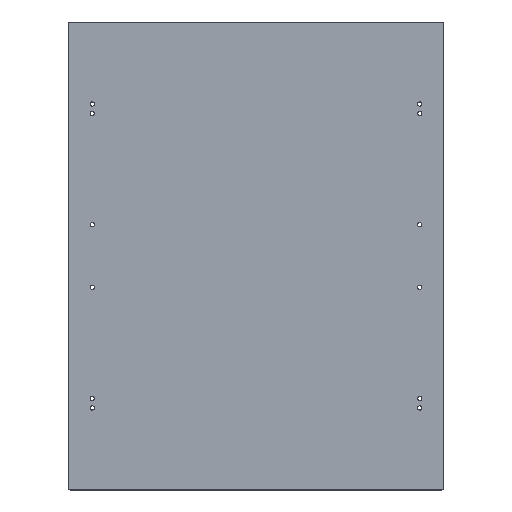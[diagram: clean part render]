
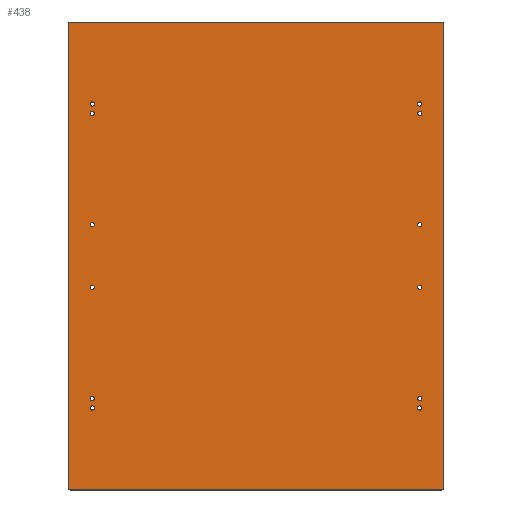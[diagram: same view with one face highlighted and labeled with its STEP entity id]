
A CAD part, top view. The second image highlights one B-rep face of the part: STEP entity #438.
In plain terms, the highlighted planar face has unit normal (0, 0, 1).
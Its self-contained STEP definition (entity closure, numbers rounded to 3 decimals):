
#15=FACE_BOUND('',#69,.T.);
#16=FACE_BOUND('',#70,.T.);
#17=FACE_BOUND('',#71,.T.);
#18=FACE_BOUND('',#72,.T.);
#19=FACE_BOUND('',#73,.T.);
#20=FACE_BOUND('',#74,.T.);
#21=FACE_BOUND('',#75,.T.);
#22=FACE_BOUND('',#76,.T.);
#23=FACE_BOUND('',#77,.T.);
#24=FACE_BOUND('',#78,.T.);
#25=FACE_BOUND('',#79,.T.);
#26=FACE_BOUND('',#80,.T.);
#39=PLANE('',#476);
#46=FACE_OUTER_BOUND('',#68,.T.);
#68=EDGE_LOOP('',(#305,#306,#307,#308,#309,#310,#311,#312));
#69=EDGE_LOOP('',(#313));
#70=EDGE_LOOP('',(#314));
#71=EDGE_LOOP('',(#315));
#72=EDGE_LOOP('',(#316));
#73=EDGE_LOOP('',(#317));
#74=EDGE_LOOP('',(#318));
#75=EDGE_LOOP('',(#319));
#76=EDGE_LOOP('',(#320));
#77=EDGE_LOOP('',(#321));
#78=EDGE_LOOP('',(#322));
#79=EDGE_LOOP('',(#323));
#80=EDGE_LOOP('',(#324));
#115=LINE('',#677,#143);
#116=LINE('',#681,#144);
#117=LINE('',#685,#145);
#118=LINE('',#688,#146);
#143=VECTOR('',#539,10.);
#144=VECTOR('',#542,10.);
#145=VECTOR('',#545,10.);
#146=VECTOR('',#548,10.);
#170=CIRCLE('',#475,2.);
#171=CIRCLE('',#477,2.);
#172=CIRCLE('',#478,2.);
#173=CIRCLE('',#479,2.);
#174=CIRCLE('',#480,3.5);
#175=CIRCLE('',#481,3.5);
#176=CIRCLE('',#482,3.5);
#177=CIRCLE('',#483,3.5);
#178=CIRCLE('',#484,3.5);
#179=CIRCLE('',#485,3.5);
#180=CIRCLE('',#486,3.5);
#181=CIRCLE('',#487,3.5);
#182=CIRCLE('',#488,3.5);
#183=CIRCLE('',#489,3.5);
#184=CIRCLE('',#490,3.5);
#185=CIRCLE('',#491,3.5);
#203=VERTEX_POINT('',#670);
#204=VERTEX_POINT('',#672);
#205=VERTEX_POINT('',#676);
#206=VERTEX_POINT('',#678);
#207=VERTEX_POINT('',#680);
#208=VERTEX_POINT('',#682);
#209=VERTEX_POINT('',#684);
#210=VERTEX_POINT('',#686);
#211=VERTEX_POINT('',#689);
#212=VERTEX_POINT('',#691);
#213=VERTEX_POINT('',#693);
#214=VERTEX_POINT('',#695);
#215=VERTEX_POINT('',#697);
#216=VERTEX_POINT('',#699);
#217=VERTEX_POINT('',#701);
#218=VERTEX_POINT('',#703);
#219=VERTEX_POINT('',#705);
#220=VERTEX_POINT('',#707);
#221=VERTEX_POINT('',#709);
#222=VERTEX_POINT('',#711);
#243=EDGE_CURVE('',#203,#204,#170,.T.);
#245=EDGE_CURVE('',#205,#203,#115,.T.);
#246=EDGE_CURVE('',#206,#205,#171,.T.);
#247=EDGE_CURVE('',#207,#206,#116,.T.);
#248=EDGE_CURVE('',#208,#207,#172,.T.);
#249=EDGE_CURVE('',#209,#208,#117,.T.);
#250=EDGE_CURVE('',#210,#209,#173,.T.);
#251=EDGE_CURVE('',#204,#210,#118,.T.);
#252=EDGE_CURVE('',#211,#211,#174,.T.);
#253=EDGE_CURVE('',#212,#212,#175,.T.);
#254=EDGE_CURVE('',#213,#213,#176,.T.);
#255=EDGE_CURVE('',#214,#214,#177,.T.);
#256=EDGE_CURVE('',#215,#215,#178,.T.);
#257=EDGE_CURVE('',#216,#216,#179,.T.);
#258=EDGE_CURVE('',#217,#217,#180,.T.);
#259=EDGE_CURVE('',#218,#218,#181,.T.);
#260=EDGE_CURVE('',#219,#219,#182,.T.);
#261=EDGE_CURVE('',#220,#220,#183,.T.);
#262=EDGE_CURVE('',#221,#221,#184,.T.);
#263=EDGE_CURVE('',#222,#222,#185,.T.);
#305=ORIENTED_EDGE('',*,*,#243,.F.);
#306=ORIENTED_EDGE('',*,*,#245,.F.);
#307=ORIENTED_EDGE('',*,*,#246,.F.);
#308=ORIENTED_EDGE('',*,*,#247,.F.);
#309=ORIENTED_EDGE('',*,*,#248,.F.);
#310=ORIENTED_EDGE('',*,*,#249,.F.);
#311=ORIENTED_EDGE('',*,*,#250,.F.);
#312=ORIENTED_EDGE('',*,*,#251,.F.);
#313=ORIENTED_EDGE('',*,*,#252,.T.);
#314=ORIENTED_EDGE('',*,*,#253,.T.);
#315=ORIENTED_EDGE('',*,*,#254,.T.);
#316=ORIENTED_EDGE('',*,*,#255,.T.);
#317=ORIENTED_EDGE('',*,*,#256,.T.);
#318=ORIENTED_EDGE('',*,*,#257,.T.);
#319=ORIENTED_EDGE('',*,*,#258,.T.);
#320=ORIENTED_EDGE('',*,*,#259,.T.);
#321=ORIENTED_EDGE('',*,*,#260,.T.);
#322=ORIENTED_EDGE('',*,*,#261,.T.);
#323=ORIENTED_EDGE('',*,*,#262,.T.);
#324=ORIENTED_EDGE('',*,*,#263,.T.);
#438=ADVANCED_FACE('',(#46,#15,#16,#17,#18,#19,#20,#21,#22,#23,#24,#25,
#26),#39,.T.);
#475=AXIS2_PLACEMENT_3D('',#673,#534,#535);
#476=AXIS2_PLACEMENT_3D('',#675,#537,#538);
#477=AXIS2_PLACEMENT_3D('',#679,#540,#541);
#478=AXIS2_PLACEMENT_3D('',#683,#543,#544);
#479=AXIS2_PLACEMENT_3D('',#687,#546,#547);
#480=AXIS2_PLACEMENT_3D('',#690,#549,#550);
#481=AXIS2_PLACEMENT_3D('',#692,#551,#552);
#482=AXIS2_PLACEMENT_3D('',#694,#553,#554);
#483=AXIS2_PLACEMENT_3D('',#696,#555,#556);
#484=AXIS2_PLACEMENT_3D('',#698,#557,#558);
#485=AXIS2_PLACEMENT_3D('',#700,#559,#560);
#486=AXIS2_PLACEMENT_3D('',#702,#561,#562);
#487=AXIS2_PLACEMENT_3D('',#704,#563,#564);
#488=AXIS2_PLACEMENT_3D('',#706,#565,#566);
#489=AXIS2_PLACEMENT_3D('',#708,#567,#568);
#490=AXIS2_PLACEMENT_3D('',#710,#569,#570);
#491=AXIS2_PLACEMENT_3D('',#712,#571,#572);
#534=DIRECTION('center_axis',(0.,0.,-1.));
#535=DIRECTION('ref_axis',(0.707,0.707,0.));
#537=DIRECTION('center_axis',(0.,0.,1.));
#538=DIRECTION('ref_axis',(1.,0.,0.));
#539=DIRECTION('',(1.,0.,0.));
#540=DIRECTION('center_axis',(0.,0.,-1.));
#541=DIRECTION('ref_axis',(-0.707,0.707,0.));
#542=DIRECTION('',(0.,1.,0.));
#543=DIRECTION('center_axis',(0.,0.,-1.));
#544=DIRECTION('ref_axis',(-0.707,-0.707,0.));
#545=DIRECTION('',(-1.,0.,0.));
#546=DIRECTION('center_axis',(0.,0.,-1.));
#547=DIRECTION('ref_axis',(0.707,-0.707,0.));
#548=DIRECTION('',(0.,-1.,0.));
#549=DIRECTION('center_axis',(0.,0.,-1.));
#550=DIRECTION('ref_axis',(1.,0.,0.));
#551=DIRECTION('center_axis',(0.,0.,-1.));
#552=DIRECTION('ref_axis',(1.,0.,0.));
#553=DIRECTION('center_axis',(0.,0.,-1.));
#554=DIRECTION('ref_axis',(1.,0.,0.));
#555=DIRECTION('center_axis',(0.,0.,-1.));
#556=DIRECTION('ref_axis',(1.,0.,0.));
#557=DIRECTION('center_axis',(0.,0.,-1.));
#558=DIRECTION('ref_axis',(1.,0.,0.));
#559=DIRECTION('center_axis',(0.,0.,-1.));
#560=DIRECTION('ref_axis',(1.,0.,0.));
#561=DIRECTION('center_axis',(0.,0.,-1.));
#562=DIRECTION('ref_axis',(1.,0.,0.));
#563=DIRECTION('center_axis',(0.,0.,-1.));
#564=DIRECTION('ref_axis',(1.,0.,0.));
#565=DIRECTION('center_axis',(0.,0.,-1.));
#566=DIRECTION('ref_axis',(1.,0.,0.));
#567=DIRECTION('center_axis',(0.,0.,-1.));
#568=DIRECTION('ref_axis',(1.,0.,0.));
#569=DIRECTION('center_axis',(0.,0.,-1.));
#570=DIRECTION('ref_axis',(1.,0.,0.));
#571=DIRECTION('center_axis',(0.,0.,-1.));
#572=DIRECTION('ref_axis',(1.,0.,0.));
#670=CARTESIAN_POINT('',(298.,375.,0.));
#672=CARTESIAN_POINT('',(300.,373.,0.));
#673=CARTESIAN_POINT('Origin',(298.,373.,0.));
#675=CARTESIAN_POINT('Origin',(0.,0.,
0.));
#676=CARTESIAN_POINT('',(-298.,375.,0.));
#677=CARTESIAN_POINT('',(-300.,375.,0.));
#678=CARTESIAN_POINT('',(-300.,373.,0.));
#679=CARTESIAN_POINT('Origin',(-298.,373.,0.));
#680=CARTESIAN_POINT('',(-300.,-373.,0.));
#681=CARTESIAN_POINT('',(-300.,-375.,0.));
#682=CARTESIAN_POINT('',(-298.,-375.,0.));
#683=CARTESIAN_POINT('Origin',(-298.,-373.,0.));
#684=CARTESIAN_POINT('',(298.,-375.,0.));
#685=CARTESIAN_POINT('',(300.,-375.,0.));
#686=CARTESIAN_POINT('',(300.,-373.,0.));
#687=CARTESIAN_POINT('Origin',(298.,-373.,0.));
#688=CARTESIAN_POINT('',(300.,375.,0.));
#689=CARTESIAN_POINT('',(259.,-228.5,0.));
#690=CARTESIAN_POINT('Origin',(262.5,-228.5,0.));
#691=CARTESIAN_POINT('',(259.,50.,0.));
#692=CARTESIAN_POINT('Origin',(262.5,50.,0.));
#693=CARTESIAN_POINT('',(259.,243.5,0.));
#694=CARTESIAN_POINT('Origin',(262.5,243.5,0.));
#695=CARTESIAN_POINT('',(-266.,-228.5,0.));
#696=CARTESIAN_POINT('Origin',(-262.5,-228.5,0.));
#697=CARTESIAN_POINT('',(-266.,50.,0.));
#698=CARTESIAN_POINT('Origin',(-262.5,50.,0.));
#699=CARTESIAN_POINT('',(-266.,243.5,0.));
#700=CARTESIAN_POINT('Origin',(-262.5,243.5,0.));
#701=CARTESIAN_POINT('',(-266.,228.5,0.));
#702=CARTESIAN_POINT('Origin',(-262.5,228.5,0.));
#703=CARTESIAN_POINT('',(-266.,-50.,0.));
#704=CARTESIAN_POINT('Origin',(-262.5,-50.,0.));
#705=CARTESIAN_POINT('',(-266.,-243.5,0.));
#706=CARTESIAN_POINT('Origin',(-262.5,-243.5,0.));
#707=CARTESIAN_POINT('',(259.,228.5,0.));
#708=CARTESIAN_POINT('Origin',(262.5,228.5,0.));
#709=CARTESIAN_POINT('',(259.,-50.,0.));
#710=CARTESIAN_POINT('Origin',(262.5,-50.,0.));
#711=CARTESIAN_POINT('',(259.,-243.5,0.));
#712=CARTESIAN_POINT('Origin',(262.5,-243.5,0.));
